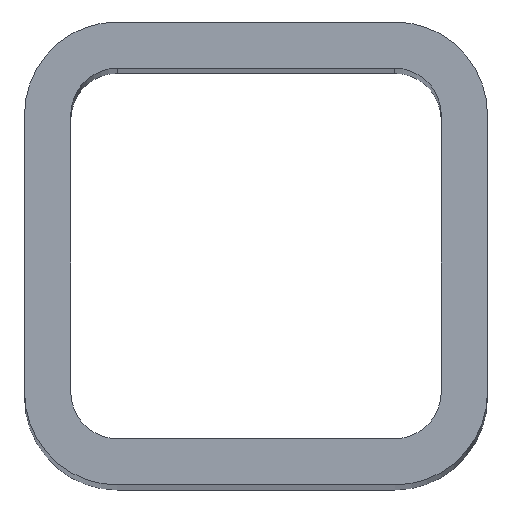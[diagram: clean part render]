
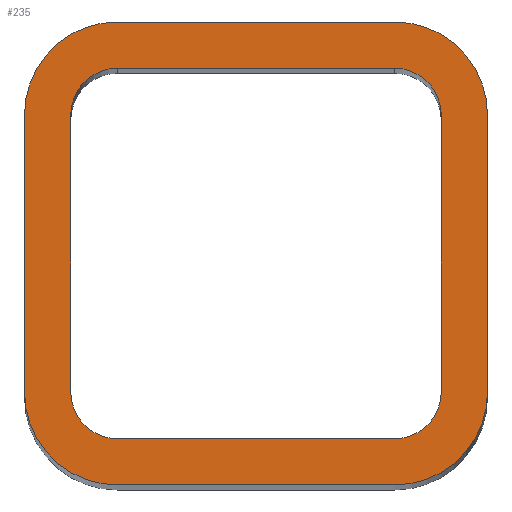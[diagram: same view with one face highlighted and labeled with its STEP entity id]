
A CAD part, top view. The second image highlights one B-rep face of the part: STEP entity #235.
In plain terms, the highlighted planar face has unit normal (0, 0, 1).
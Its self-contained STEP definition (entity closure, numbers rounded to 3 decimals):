
#131 = DIRECTION ( 'NONE',  ( 1., 0., 0. ) ) ;
#132 = VECTOR ( 'NONE', #131, 1000. ) ;
#133 = CARTESIAN_POINT ( 'NONE',  ( -24., -40., 500. ) ) ;
#137 = DIRECTION ( 'NONE',  ( 0., -1., 0. ) ) ;
#138 = VECTOR ( 'NONE', #137, 1000. ) ;
#159 = CARTESIAN_POINT ( 'NONE',  ( -24., 24., 500. ) ) ;
#160 = AXIS2_PLACEMENT_3D ( 'NONE', #159, #305, #297 ) ;
#161 = CIRCLE ( 'NONE', #160, 16. ) ;
#174 = CARTESIAN_POINT ( 'NONE',  ( -40., 24., 500. ) ) ;
#175 = LINE ( 'NONE', #174, #138 ) ;
#176 = LINE ( 'NONE', #133, #132 ) ;
#177 = EDGE_CURVE ( 'NONE', #213, #200, #175, .T. ) ;
#178 = EDGE_CURVE ( 'NONE', #217, #240, #176, .T. ) ;
#179 = EDGE_CURVE ( 'NONE', #255, #213, #161, .T. ) ;
#181 = VERTEX_POINT ( 'NONE', #292 ) ;
#182 = ORIENTED_EDGE ( 'NONE', *, *, #268, .F. ) ;
#184 = ORIENTED_EDGE ( 'NONE', *, *, #178, .T. ) ;
#185 = EDGE_CURVE ( 'NONE', #208, #195, #290, .T. ) ;
#186 = EDGE_CURVE ( 'NONE', #240, #234, #370, .T. ) ;
#187 = VERTEX_POINT ( 'NONE', #377 ) ;
#188 = ORIENTED_EDGE ( 'NONE', *, *, #194, .T. ) ;
#189 = EDGE_CURVE ( 'NONE', #234, #208, #399, .T. ) ;
#190 = EDGE_CURVE ( 'NONE', #218, #199, #300, .T. ) ;
#191 = ORIENTED_EDGE ( 'NONE', *, *, #219, .F. ) ;
#194 = EDGE_CURVE ( 'NONE', #195, #255, #306, .T. ) ;
#195 = VERTEX_POINT ( 'NONE', #338 ) ;
#196 = EDGE_LOOP ( 'NONE', ( #225, #182, #262, #191, #206, #238, #197, #209 ) ) ;
#197 = ORIENTED_EDGE ( 'NONE', *, *, #253, .F. ) ;
#199 = VERTEX_POINT ( 'NONE', #315 ) ;
#200 = VERTEX_POINT ( 'NONE', #314 ) ;
#201 = ORIENTED_EDGE ( 'NONE', *, *, #189, .T. ) ;
#203 = ORIENTED_EDGE ( 'NONE', *, *, #186, .T. ) ;
#206 = ORIENTED_EDGE ( 'NONE', *, *, #207, .F. ) ;
#207 = EDGE_CURVE ( 'NONE', #199, #220, #404, .T. ) ;
#208 = VERTEX_POINT ( 'NONE', #321 ) ;
#209 = ORIENTED_EDGE ( 'NONE', *, *, #210, .F. ) ;
#210 = EDGE_CURVE ( 'NONE', #187, #254, #382, .T. ) ;
#213 = VERTEX_POINT ( 'NONE', #327 ) ;
#214 = ORIENTED_EDGE ( 'NONE', *, *, #177, .T. ) ;
#215 = ORIENTED_EDGE ( 'NONE', *, *, #216, .T. ) ;
#216 = EDGE_CURVE ( 'NONE', #200, #217, #310, .T. ) ;
#217 = VERTEX_POINT ( 'NONE', #362 ) ;
#218 = VERTEX_POINT ( 'NONE', #361 ) ;
#219 = EDGE_CURVE ( 'NONE', #220, #261, #360, .T. ) ;
#220 = VERTEX_POINT ( 'NONE', #318 ) ;
#221 = EDGE_LOOP ( 'NONE', ( #239, #214, #215, #184, #203, #201, #229, #188 ) ) ;
#225 = ORIENTED_EDGE ( 'NONE', *, *, #237, .F. ) ;
#228 = EDGE_CURVE ( 'NONE', #261, #181, #357, .T. ) ;
#229 = ORIENTED_EDGE ( 'NONE', *, *, #185, .T. ) ;
#234 = VERTEX_POINT ( 'NONE', #335 ) ;
#235 = ADVANCED_FACE ( 'NONE', ( #334, #333 ), #332, .F. ) ;
#236 = VERTEX_POINT ( 'NONE', #392 ) ;
#237 = EDGE_CURVE ( 'NONE', #236, #187, #388, .T. ) ;
#238 = ORIENTED_EDGE ( 'NONE', *, *, #190, .F. ) ;
#239 = ORIENTED_EDGE ( 'NONE', *, *, #179, .T. ) ;
#240 = VERTEX_POINT ( 'NONE', #394 ) ;
#253 = EDGE_CURVE ( 'NONE', #254, #218, #562, .T. ) ;
#254 = VERTEX_POINT ( 'NONE', #589 ) ;
#255 = VERTEX_POINT ( 'NONE', #526 ) ;
#261 = VERTEX_POINT ( 'NONE', #543 ) ;
#262 = ORIENTED_EDGE ( 'NONE', *, *, #228, .F. ) ;
#268 = EDGE_CURVE ( 'NONE', #181, #236, #560, .T. ) ;
#289 = AXIS2_PLACEMENT_3D ( 'NONE', #294, #293, #364 ) ;
#290 = CIRCLE ( 'NONE', #289, 16. ) ;
#292 = CARTESIAN_POINT ( 'NONE',  ( 24., 32., 500. ) ) ;
#293 = DIRECTION ( 'NONE',  ( 0., 0., 1. ) ) ;
#294 = CARTESIAN_POINT ( 'NONE',  ( 24., 24., 500. ) ) ;
#295 = DIRECTION ( 'NONE',  ( 1., 0., 0. ) ) ;
#297 = DIRECTION ( 'NONE',  ( -1., 0., 0. ) ) ;
#298 = VECTOR ( 'NONE', #383, 1000. ) ;
#299 = CARTESIAN_POINT ( 'NONE',  ( -24., -32., 500. ) ) ;
#300 = LINE ( 'NONE', #299, #298 ) ;
#305 = DIRECTION ( 'NONE',  ( 0., 0., 1. ) ) ;
#306 = LINE ( 'NONE', #342, #341 ) ;
#307 = DIRECTION ( 'NONE',  ( -1., 0., 0. ) ) ;
#308 = DIRECTION ( 'NONE',  ( 0., 0., 1. ) ) ;
#309 = AXIS2_PLACEMENT_3D ( 'NONE', #326, #308, #307 ) ;
#310 = CIRCLE ( 'NONE', #309, 16. ) ;
#314 = CARTESIAN_POINT ( 'NONE',  ( -40., -24., 500. ) ) ;
#315 = CARTESIAN_POINT ( 'NONE',  ( 24., -32., 500. ) ) ;
#318 = CARTESIAN_POINT ( 'NONE',  ( 32., -24., 500. ) ) ;
#319 = DIRECTION ( 'NONE',  ( 0., 1., 0. ) ) ;
#320 = VECTOR ( 'NONE', #319, 1000. ) ;
#321 = CARTESIAN_POINT ( 'NONE',  ( 40., 24., 500. ) ) ;
#322 = DIRECTION ( 'NONE',  ( 1., 0., 0. ) ) ;
#323 = DIRECTION ( 'NONE',  ( 0., 0., 1. ) ) ;
#326 = CARTESIAN_POINT ( 'NONE',  ( -24., -24., 500. ) ) ;
#327 = CARTESIAN_POINT ( 'NONE',  ( -40., 24., 500. ) ) ;
#331 = CARTESIAN_POINT ( 'NONE',  ( -24., 24., 500. ) ) ;
#332 = PLANE ( 'NONE',  #391 ) ;
#333 = FACE_BOUND ( 'NONE', #196, .T. ) ;
#334 = FACE_OUTER_BOUND ( 'NONE', #221, .T. ) ;
#335 = CARTESIAN_POINT ( 'NONE',  ( 40., -24., 500. ) ) ;
#338 = CARTESIAN_POINT ( 'NONE',  ( 24., 40., 500. ) ) ;
#340 = DIRECTION ( 'NONE',  ( -1., 0., 0. ) ) ;
#341 = VECTOR ( 'NONE', #340, 1000. ) ;
#342 = CARTESIAN_POINT ( 'NONE',  ( -24., 40., 500. ) ) ;
#343 = CARTESIAN_POINT ( 'NONE',  ( 24., -24., 500. ) ) ;
#353 = DIRECTION ( 'NONE',  ( 1., 0., 0. ) ) ;
#354 = DIRECTION ( 'NONE',  ( 0., 0., 1. ) ) ;
#355 = CARTESIAN_POINT ( 'NONE',  ( 24., 24., 500. ) ) ;
#356 = AXIS2_PLACEMENT_3D ( 'NONE', #355, #354, #353 ) ;
#357 = CIRCLE ( 'NONE', #356, 8. ) ;
#358 = VECTOR ( 'NONE', #401, 1000. ) ;
#359 = CARTESIAN_POINT ( 'NONE',  ( 32., 24., 500. ) ) ;
#360 = LINE ( 'NONE', #359, #320 ) ;
#361 = CARTESIAN_POINT ( 'NONE',  ( -24., -32., 500. ) ) ;
#362 = CARTESIAN_POINT ( 'NONE',  ( -24., -40., 500. ) ) ;
#363 = DIRECTION ( 'NONE',  ( 0., 0., 1. ) ) ;
#364 = DIRECTION ( 'NONE',  ( 1., 0., 0. ) ) ;
#369 = AXIS2_PLACEMENT_3D ( 'NONE', #376, #363, #295 ) ;
#370 = CIRCLE ( 'NONE', #369, 16. ) ;
#376 = CARTESIAN_POINT ( 'NONE',  ( 24., -24., 500. ) ) ;
#377 = CARTESIAN_POINT ( 'NONE',  ( -32., 24., 500. ) ) ;
#379 = DIRECTION ( 'NONE',  ( 0., -1., 0. ) ) ;
#380 = VECTOR ( 'NONE', #379, 1000. ) ;
#381 = CARTESIAN_POINT ( 'NONE',  ( -32., 24., 500. ) ) ;
#382 = LINE ( 'NONE', #381, #380 ) ;
#383 = DIRECTION ( 'NONE',  ( 1., 0., 0. ) ) ;
#388 = CIRCLE ( 'NONE', #398, 8. ) ;
#389 = DIRECTION ( 'NONE',  ( -1., 0., 0. ) ) ;
#390 = DIRECTION ( 'NONE',  ( 0., 0., -1. ) ) ;
#391 = AXIS2_PLACEMENT_3D ( 'NONE', #331, #390, #389 ) ;
#392 = CARTESIAN_POINT ( 'NONE',  ( -24., 32., 500. ) ) ;
#394 = CARTESIAN_POINT ( 'NONE',  ( 24., -40., 500. ) ) ;
#395 = DIRECTION ( 'NONE',  ( -1., 0., 0. ) ) ;
#396 = DIRECTION ( 'NONE',  ( 0., 0., 1. ) ) ;
#397 = CARTESIAN_POINT ( 'NONE',  ( -24., 24., 500. ) ) ;
#398 = AXIS2_PLACEMENT_3D ( 'NONE', #397, #396, #395 ) ;
#399 = LINE ( 'NONE', #402, #358 ) ;
#401 = DIRECTION ( 'NONE',  ( 0., 1., 0. ) ) ;
#402 = CARTESIAN_POINT ( 'NONE',  ( 40., 24., 500. ) ) ;
#403 = AXIS2_PLACEMENT_3D ( 'NONE', #343, #323, #322 ) ;
#404 = CIRCLE ( 'NONE', #403, 8. ) ;
#516 = DIRECTION ( 'NONE',  ( -1., 0., 0. ) ) ;
#517 = VECTOR ( 'NONE', #516, 1000. ) ;
#518 = DIRECTION ( 'NONE',  ( -1., 0., 0. ) ) ;
#519 = DIRECTION ( 'NONE',  ( 0., 0., 1. ) ) ;
#526 = CARTESIAN_POINT ( 'NONE',  ( -24., 40., 500. ) ) ;
#543 = CARTESIAN_POINT ( 'NONE',  ( 32., 24., 500. ) ) ;
#559 = CARTESIAN_POINT ( 'NONE',  ( -24., 32., 500. ) ) ;
#560 = LINE ( 'NONE', #559, #517 ) ;
#562 = CIRCLE ( 'NONE', #588, 8. ) ;
#587 = CARTESIAN_POINT ( 'NONE',  ( -24., -24., 500. ) ) ;
#588 = AXIS2_PLACEMENT_3D ( 'NONE', #587, #519, #518 ) ;
#589 = CARTESIAN_POINT ( 'NONE',  ( -32., -24., 500. ) ) ;
